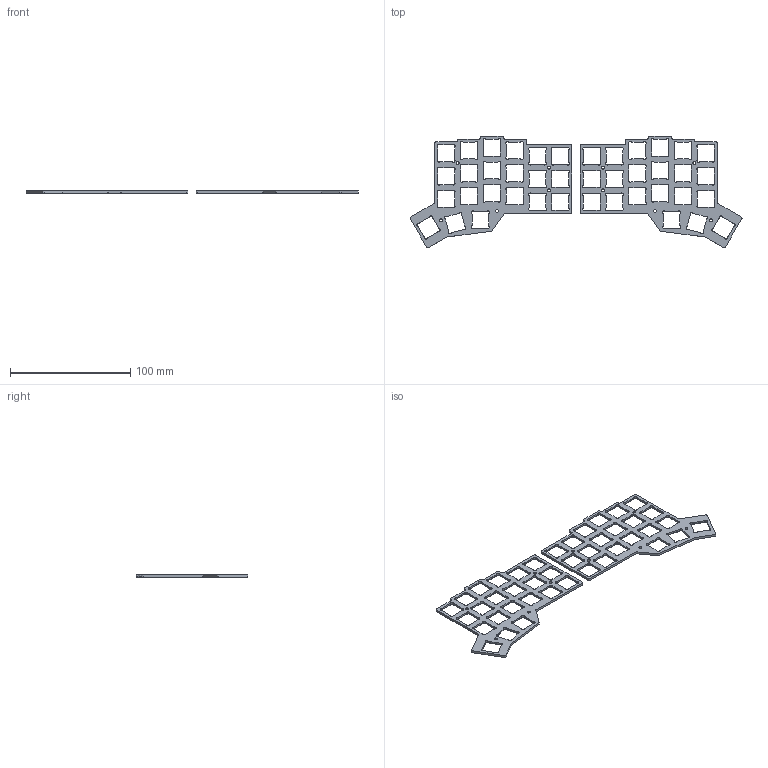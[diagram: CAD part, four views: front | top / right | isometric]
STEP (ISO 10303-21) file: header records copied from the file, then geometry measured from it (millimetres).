
FILE_DESCRIPTION (( 'STEP AP214' ), '1' );
FILE_NAME ('steel_mill_2plates.STEP', '2022-02-12T21:30:00', ( '' ), ( '' ), 'SwSTEP 2.0', 'SolidWorks 2021', '' );
FILE_SCHEMA (( 'AUTOMOTIVE_DESIGN' ));
Length unit declared in the file: millimetre
Products named in the file (3): STEEL_plate_for_mill_rightside; STEEL_plate_for_mill; steel_mill_2plates
Assembly tree (2 placements, depth 2):
  steel_mill_2plates
    STEEL_plate_for_mill
    STEEL_plate_for_mill_rightside
Bounding box: 276.23 x 92.85 x 2 mm (x, y, z)
Volume: 15856.3 mm3; surface area: 22852 mm2
Topology: 2 solids, 2 shells, 1214 faces, 3524 edges, 2324 vertices
Faces by surface type: cylinder 662, plane 552
Entity records: 40962 total; most frequent: DIRECTION 7546, CARTESIAN_POINT 7067, ORIENTED_EDGE 7048, EDGE_CURVE 3524, AXIS2_PLACEMENT_3D 2803, VERTEX_POINT 2324, LINE 1940, VECTOR 1940
